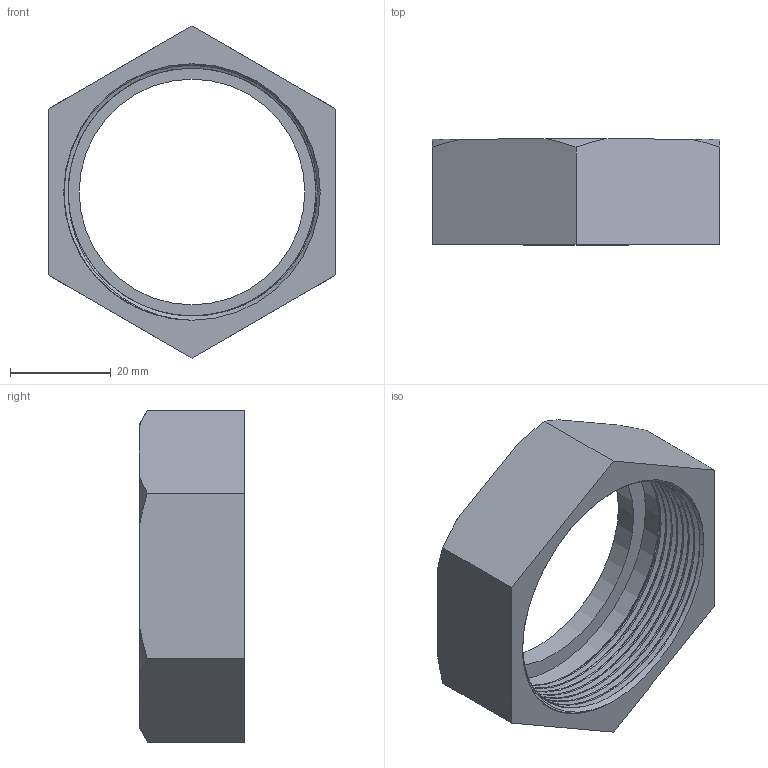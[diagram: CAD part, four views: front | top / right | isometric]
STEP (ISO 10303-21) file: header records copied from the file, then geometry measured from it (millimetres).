
FILE_DESCRIPTION((''),'2;1');
FILE_NAME('B40429','2015-10-26T',('sobri'),(''),'CREO PARAMETRIC BY PTC INC, 2015290','CREO PARAMETRIC BY PTC INC, 2015290','');
FILE_SCHEMA(('CONFIG_CONTROL_DESIGN'));
Length unit declared in the file: inch
Products named in the file (1): B40429
Bounding box: 57.15 x 20.98 x 65.99 mm (x, y, z)
Volume: 19095.6 mm3; surface area: 11144.3 mm2
Topology: 1 solids, 1 shells, 47 faces, 125 edges, 82 vertices
Faces by surface type: cylinder 18, plane 10, cone 10, bspline 9
Entity records: 4448 total; most frequent: CARTESIAN_POINT 3352, ORIENTED_EDGE 250, DIRECTION 165, EDGE_CURVE 125, VERTEX_POINT 82, AXIS2_PLACEMENT_3D 60, B_SPLINE_CURVE_WITH_KNOTS 58, EDGE_LOOP 51
